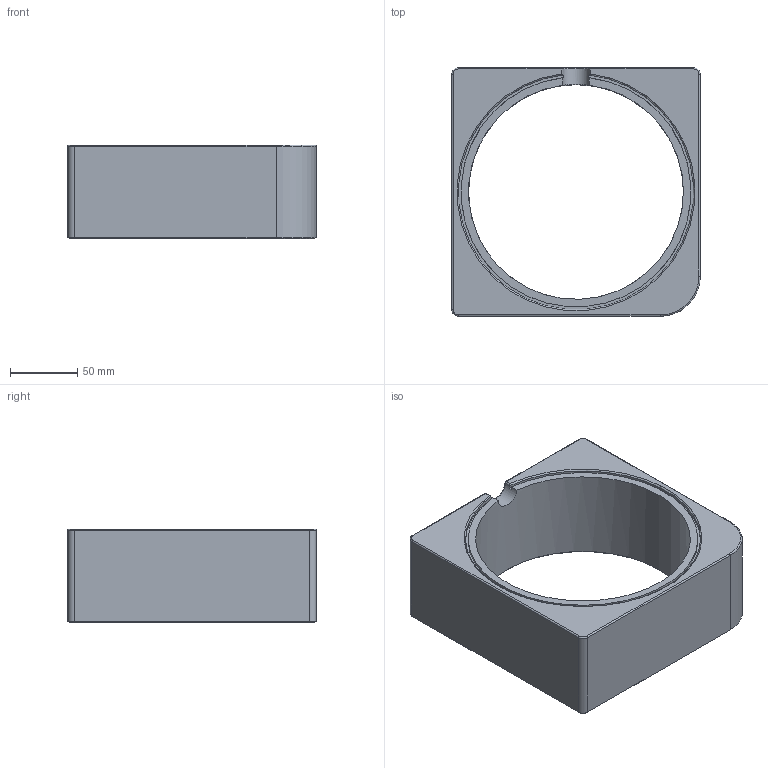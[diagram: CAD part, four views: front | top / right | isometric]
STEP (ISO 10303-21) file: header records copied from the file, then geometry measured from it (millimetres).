
FILE_DESCRIPTION(('Open CASCADE Model'),'2;1');
FILE_NAME('Open CASCADE Shape Model','2025-10-17T20:42:45',('Author'),( 'Open CASCADE'),'Open CASCADE STEP processor 7.8','build123d', 'Unknown');
FILE_SCHEMA(('AUTOMOTIVE_DESIGN { 1 0 10303 214 1 1 1 1 }'));
Length unit declared in the file: millimetre
Products named in the file (2): =>[0:1:1:2]; COMPOUND
Assembly tree (1 placements, depth 2):
  =>[0:1:1:2]
    COMPOUND
Bounding box: 185.5 x 185.5 x 70 mm (x, y, z)
Volume: 972505.8 mm3; surface area: 114576 mm2
Topology: 1 solids, 1 shells, 40 faces, 96 edges, 55 vertices
Faces by surface type: cylinder 15, plane 12, torus 6, cone 5, bspline 2
Full cylindrical faces by diameter (mm): 160.3 x1
Entity records: 2813 total; most frequent: CARTESIAN_POINT 991, DIRECTION 312, ORIENTED_EDGE 188, PCURVE 188, DEFINITIONAL_REPRESENTATION 188, LINE 146, VECTOR 146, EDGE_CURVE 94
